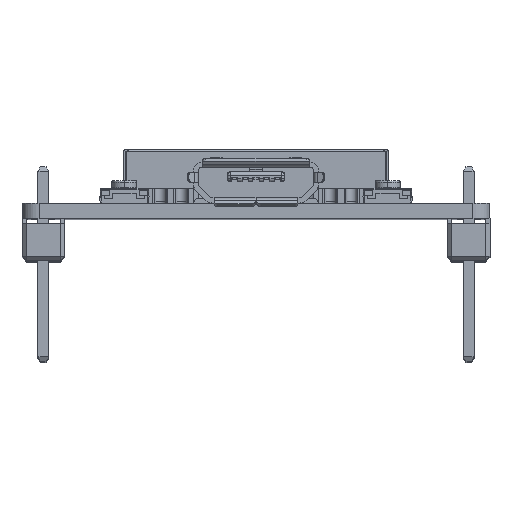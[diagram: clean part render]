
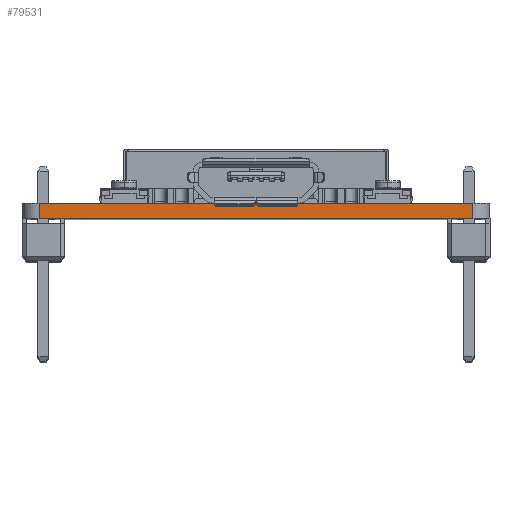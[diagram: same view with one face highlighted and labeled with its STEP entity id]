
A CAD part, top view. The second image highlights one B-rep face of the part: STEP entity #79531.
In plain terms, the highlighted planar face has unit normal (0, 0, 1).
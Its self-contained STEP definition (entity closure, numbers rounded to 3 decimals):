
#2487 = ORIENTED_EDGE ( 'NONE', *, *, #40527, .T. ) ;
#4611 = ORIENTED_EDGE ( 'NONE', *, *, #61601, .F. ) ;
#8083 = AXIS2_PLACEMENT_3D ( 'NONE', #26437, #10419, #71893 ) ;
#9478 = VECTOR ( 'NONE', #97465, 1000. ) ;
#10126 = CARTESIAN_POINT ( 'NONE',  ( -12.95, 0., 24.1 ) ) ;
#10419 = DIRECTION ( 'NONE',  ( 0., 0., 1. ) ) ;
#16402 = VECTOR ( 'NONE', #73642, 1000. ) ;
#17997 = DIRECTION ( 'NONE',  ( 1., 0., 0. ) ) ;
#18681 = CARTESIAN_POINT ( 'NONE',  ( 12.95, -0.9, 24.1 ) ) ;
#26437 = CARTESIAN_POINT ( 'NONE',  ( -12.95, -0.9, 24.1 ) ) ;
#27333 = CARTESIAN_POINT ( 'NONE',  ( -12.95, -0.9, 24.1 ) ) ;
#27789 = LINE ( 'NONE', #27333, #9478 ) ;
#28761 = EDGE_CURVE ( 'NONE', #42817, #77506, #75892, .T. ) ;
#39060 = ORIENTED_EDGE ( 'NONE', *, *, #28761, .F. ) ;
#40527 = EDGE_CURVE ( 'NONE', #55771, #76016, #71071, .T. ) ;
#42817 = VERTEX_POINT ( 'NONE', #96180 ) ;
#43426 = CARTESIAN_POINT ( 'NONE',  ( 12.95, -0.9, 24.1 ) ) ;
#44187 = ORIENTED_EDGE ( 'NONE', *, *, #52539, .T. ) ;
#44384 = CARTESIAN_POINT ( 'NONE',  ( 12.95, 0., 24.1 ) ) ;
#52539 = EDGE_CURVE ( 'NONE', #42817, #55771, #27789, .T. ) ;
#53514 = LINE ( 'NONE', #10126, #77751 ) ;
#55771 = VERTEX_POINT ( 'NONE', #43426 ) ;
#59016 = CARTESIAN_POINT ( 'NONE',  ( -12.95, 0., 24.1 ) ) ;
#61601 = EDGE_CURVE ( 'NONE', #77506, #76016, #53514, .T. ) ;
#68152 = CARTESIAN_POINT ( 'NONE',  ( -12.95, -0.9, 24.1 ) ) ;
#69315 = FACE_OUTER_BOUND ( 'NONE', #98319, .T. ) ;
#71071 = LINE ( 'NONE', #18681, #16402 ) ;
#71893 = DIRECTION ( 'NONE',  ( 1., 0., 0. ) ) ;
#72925 = PLANE ( 'NONE',  #8083 ) ;
#73642 = DIRECTION ( 'NONE',  ( 0., 1., 0. ) ) ;
#75892 = LINE ( 'NONE', #68152, #89174 ) ;
#76016 = VERTEX_POINT ( 'NONE', #44384 ) ;
#77506 = VERTEX_POINT ( 'NONE', #59016 ) ;
#77751 = VECTOR ( 'NONE', #17997, 1000. ) ;
#79531 = ADVANCED_FACE ( 'NONE', ( #69315 ), #72925, .T. ) ;
#89174 = VECTOR ( 'NONE', #92111, 1000. ) ;
#92111 = DIRECTION ( 'NONE',  ( 0., 1., 0. ) ) ;
#96180 = CARTESIAN_POINT ( 'NONE',  ( -12.95, -0.9, 24.1 ) ) ;
#97465 = DIRECTION ( 'NONE',  ( 1., 0., 0. ) ) ;
#98319 = EDGE_LOOP ( 'NONE', ( #4611, #39060, #44187, #2487 ) ) ;
